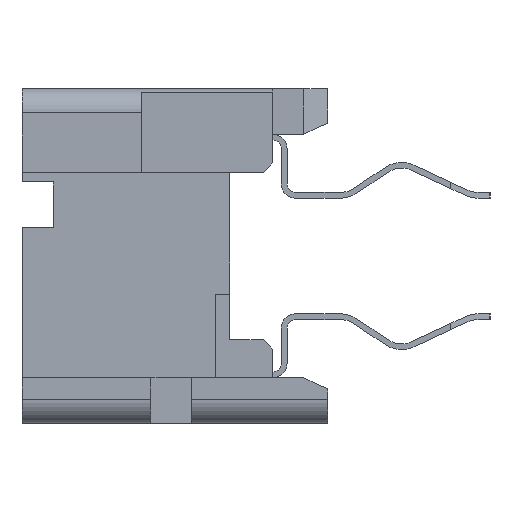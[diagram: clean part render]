
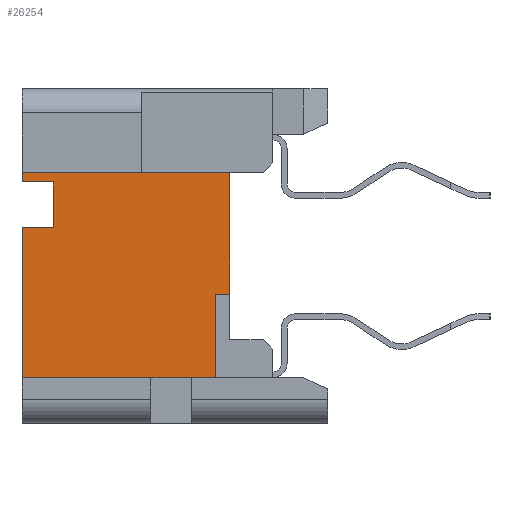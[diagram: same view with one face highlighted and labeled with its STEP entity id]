
A CAD part, left-side view. The second image highlights one B-rep face of the part: STEP entity #26254.
In plain terms, the highlighted planar face has unit normal (-1, 0, 0).
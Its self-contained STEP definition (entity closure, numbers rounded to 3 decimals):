
#1207=DIRECTION('',(0.,0.,1.));
#1208=VECTOR('',#1207,3.15);
#1209=CARTESIAN_POINT('',(-14.485,6.4,-2.55));
#1210=LINE('',#1209,#1208);
#1399=DIRECTION('',(0.,0.,1.));
#1400=VECTOR('',#1399,0.2);
#1401=CARTESIAN_POINT('',(-14.485,6.4,1.55));
#1402=LINE('',#1401,#1400);
#2524=DIRECTION('',(0.,1.,0.));
#2525=VECTOR('',#2524,0.3);
#2526=CARTESIAN_POINT('',(-14.485,2.05,-0.8));
#2527=LINE('',#2526,#2525);
#2528=DIRECTION('',(0.,0.,1.));
#2529=VECTOR('',#2528,1.75);
#2530=CARTESIAN_POINT('',(-14.485,2.35,-2.55));
#2531=LINE('',#2530,#2529);
#2532=DIRECTION('',(0.,1.,0.));
#2533=VECTOR('',#2532,0.5);
#2534=CARTESIAN_POINT('',(-14.485,2.35,-2.55));
#2535=LINE('',#2534,#2533);
#2536=DIRECTION('',(0.,1.,0.));
#2537=VECTOR('',#2536,0.85);
#2538=CARTESIAN_POINT('',(-14.485,2.85,-2.55));
#2539=LINE('',#2538,#2537);
#2540=DIRECTION('',(0.,1.,0.));
#2541=VECTOR('',#2540,2.7);
#2542=CARTESIAN_POINT('',(-14.485,3.7,-2.55));
#2543=LINE('',#2542,#2541);
#2544=DIRECTION('',(0.,-1.,0.));
#2545=VECTOR('',#2544,0.65);
#2546=CARTESIAN_POINT('',(-14.485,6.4,0.6));
#2547=LINE('',#2546,#2545);
#2548=DIRECTION('',(0.,0.,-1.));
#2549=VECTOR('',#2548,0.95);
#2550=CARTESIAN_POINT('',(-14.485,5.75,1.55));
#2551=LINE('',#2550,#2549);
#2552=DIRECTION('',(0.,-1.,0.));
#2553=VECTOR('',#2552,0.65);
#2554=CARTESIAN_POINT('',(-14.485,6.4,1.55));
#2555=LINE('',#2554,#2553);
#2556=DIRECTION('',(0.,0.,-1.));
#2557=VECTOR('',#2556,2.55);
#2558=CARTESIAN_POINT('',(-14.485,2.05,1.75));
#2559=LINE('',#2558,#2557);
#3656=DIRECTION('',(0.,1.,0.));
#3657=VECTOR('',#3656,4.35);
#3658=CARTESIAN_POINT('',(-14.485,2.05,1.75));
#3659=LINE('',#3658,#3657);
#18463=CARTESIAN_POINT('',(-14.485,6.4,-2.55));
#18464=VERTEX_POINT('',#18463);
#18465=CARTESIAN_POINT('',(-14.485,6.4,1.75));
#18467=VERTEX_POINT('',#18465);
#18487=CARTESIAN_POINT('',(-14.485,6.4,0.6));
#18489=VERTEX_POINT('',#18487);
#18491=CARTESIAN_POINT('',(-14.485,6.4,1.55));
#18492=CARTESIAN_POINT('',(-14.485,5.75,1.55));
#18493=VERTEX_POINT('',#18491);
#18494=VERTEX_POINT('',#18492);
#18495=CARTESIAN_POINT('',(-14.485,5.75,0.6));
#18496=VERTEX_POINT('',#18495);
#18507=CARTESIAN_POINT('',(-14.485,2.05,1.75));
#18508=VERTEX_POINT('',#18507);
#18645=CARTESIAN_POINT('',(-14.485,2.05,-0.8));
#18646=CARTESIAN_POINT('',(-14.485,2.35,-0.8));
#18647=VERTEX_POINT('',#18645);
#18648=VERTEX_POINT('',#18646);
#18649=CARTESIAN_POINT('',(-14.485,2.35,-2.55));
#18650=VERTEX_POINT('',#18649);
#18653=CARTESIAN_POINT('',(-14.485,2.85,-2.55));
#18654=VERTEX_POINT('',#18653);
#18655=CARTESIAN_POINT('',(-14.485,3.7,-2.55));
#18656=VERTEX_POINT('',#18655);
#26229=CARTESIAN_POINT('',(-14.485,0.,-2.55));
#26230=DIRECTION('',(-1.,0.,0.));
#26231=DIRECTION('',(0.,0.,1.));
#26232=AXIS2_PLACEMENT_3D('',#26229,#26230,#26231);
#26233=PLANE('',#26232);
#26235=ORIENTED_EDGE('',*,*,#26234,.T.);
#26237=ORIENTED_EDGE('',*,*,#26236,.F.);
#26238=ORIENTED_EDGE('',*,*,#26139,.T.);
#26240=ORIENTED_EDGE('',*,*,#26239,.T.);
#26241=ORIENTED_EDGE('',*,*,#26115,.T.);
#26242=ORIENTED_EDGE('',*,*,#25098,.T.);
#26243=ORIENTED_EDGE('',*,*,#25360,.T.);
#26245=ORIENTED_EDGE('',*,*,#26244,.F.);
#26246=ORIENTED_EDGE('',*,*,#25495,.F.);
#26247=ORIENTED_EDGE('',*,*,#25265,.T.);
#26249=ORIENTED_EDGE('',*,*,#26248,.F.);
#26251=ORIENTED_EDGE('',*,*,#26250,.T.);
#26252=EDGE_LOOP('',(#26235,#26237,#26238,#26240,#26241,#26242,#26243,#26245,
#26246,#26247,#26249,#26251));
#26253=FACE_OUTER_BOUND('',#26252,.F.);
#26254=ADVANCED_FACE('',(#26253),#26233,.T.);
#25098=EDGE_CURVE('',#18464,#18489,#1210,.T.);
#25265=EDGE_CURVE('',#18493,#18467,#1402,.T.);
#25360=EDGE_CURVE('',#18489,#18496,#2547,.T.);
#25495=EDGE_CURVE('',#18493,#18494,#2555,.T.);
#26115=EDGE_CURVE('',#18656,#18464,#2543,.T.);
#26139=EDGE_CURVE('',#18650,#18654,#2535,.T.);
#26234=EDGE_CURVE('',#18647,#18648,#2527,.T.);
#26236=EDGE_CURVE('',#18650,#18648,#2531,.T.);
#26239=EDGE_CURVE('',#18654,#18656,#2539,.T.);
#26244=EDGE_CURVE('',#18494,#18496,#2551,.T.);
#26248=EDGE_CURVE('',#18508,#18467,#3659,.T.);
#26250=EDGE_CURVE('',#18508,#18647,#2559,.T.);
